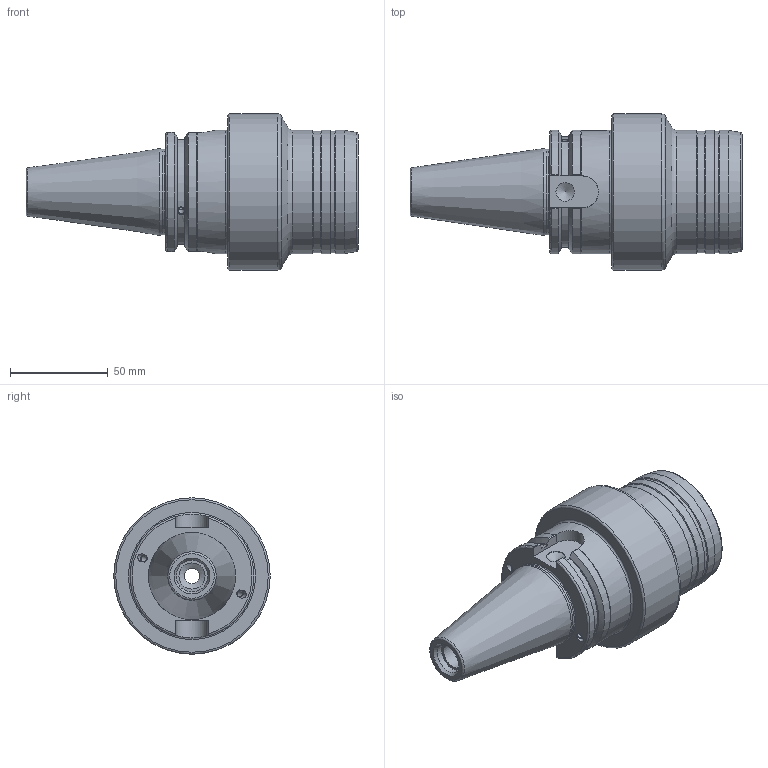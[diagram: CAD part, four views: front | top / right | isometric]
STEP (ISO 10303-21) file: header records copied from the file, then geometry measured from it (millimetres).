
FILE_DESCRIPTION(/* description */ (''),/* implementation_level */ '2;1');
FILE_NAME(/* name */ 'WK032.stp',/* time_stamp */ '2024-12-30T16:45:11+09:00',/* author */ ('YSH'),/* organization */ (''),/* preprocessor_version */ 'ST-DEVELOPER v20',/* originating_system */ 'Autodesk Inventor 2025',/* authorisation */ '');
FILE_SCHEMA (('AUTOMOTIVE_DESIGN { 1 0 10303 214 3 1 1 }'));
Length unit declared in the file: millimetre
Products named in the file (1): LO-CAT40ADB-HC31.75-101.6
Bounding box: 169.85 x 80 x 80 mm (x, y, z)
Volume: 359736.5 mm3; surface area: 48735.2 mm2
Topology: 1 solids, 1 shells, 105 faces, 280 edges, 180 vertices
Faces by surface type: plane 37, cylinder 37, cone 18, torus 13
Full cylindrical faces by diameter (mm): 3.242 x8, 4 x2, 4.2 x2, 8 x1, 9.525 x1, 13.386 x1, 14.917 x1, 16.3 x1, 31.75 x1, 32.6 x1, 43.6 x1, 62 x2, 63 x4, 80 x1
Entity records: 3578 total; most frequent: CARTESIAN_POINT 909, DIRECTION 563, ORIENTED_EDGE 554, EDGE_CURVE 277, AXIS2_PLACEMENT_3D 228, VERTEX_POINT 180, EDGE_LOOP 121, LINE 107
